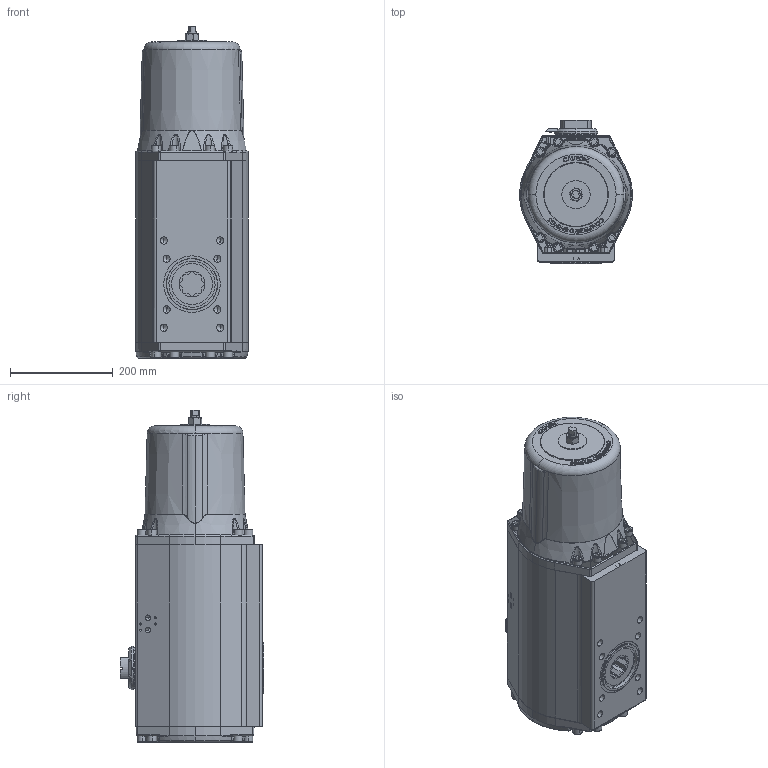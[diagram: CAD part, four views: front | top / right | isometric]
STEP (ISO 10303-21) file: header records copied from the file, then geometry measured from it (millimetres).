
FILE_DESCRIPTION (( 'STEP AP203' ), '1' );
FILE_NAME ('018605_defeature.STEP', '2018-08-15T13:30:38', ( '' ), ( '' ), 'SwSTEP 2.0', 'SolidWorks 2018', '' );
FILE_SCHEMA (( 'CONFIG_CONTROL_DESIGN' ));
Products named in the file (1): 018605_defeature
Bounding box: 220 x 279.2 x 647 mm (x, y, z)
Volume: 24180539.6 mm3; surface area: 588842.1 mm2
Topology: 1 solids, 1 shells, 1271 faces, 3223 edges, 2002 vertices
Faces by surface type: plane 540, bspline 307, cylinder 226, torus 96, cone 86, sphere 16
Entity records: 53961 total; most frequent: CARTESIAN_POINT 25616, ORIENTED_EDGE 6350, DIRECTION 5136, EDGE_CURVE 3175, VERTEX_POINT 2001, AXIS2_PLACEMENT_3D 1744, VECTOR 1648, LINE 1648
